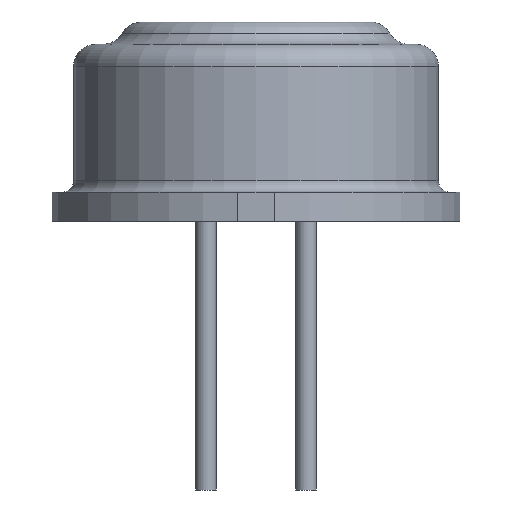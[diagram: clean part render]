
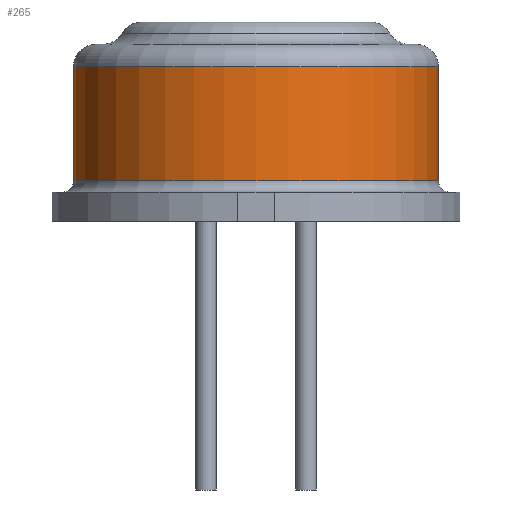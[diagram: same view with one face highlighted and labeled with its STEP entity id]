
A CAD part, front view. The second image highlights one B-rep face of the part: STEP entity #265.
In plain terms, the highlighted cylindrical face has radius 4.075 mm (diameter 8.15 mm), a full revolution.
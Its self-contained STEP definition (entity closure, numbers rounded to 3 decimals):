
#210=FACE_BOUND('',#314,.T.);
#211=FACE_BOUND('',#315,.T.);
#235=CYLINDRICAL_SURFACE('',#491,4.075);
#247=CIRCLE('',#489,4.075);
#248=CIRCLE('',#490,4.075);
#265=ADVANCED_FACE('',(#210,#211),#235,.T.);
#314=EDGE_LOOP('',(#372));
#315=EDGE_LOOP('',(#373));
#372=ORIENTED_EDGE('',*,*,#443,.T.);
#373=ORIENTED_EDGE('',*,*,#444,.T.);
#414=VERTEX_POINT('',#652);
#415=VERTEX_POINT('',#654);
#443=EDGE_CURVE('',#414,#414,#247,.T.);
#444=EDGE_CURVE('',#415,#415,#248,.T.);
#489=AXIS2_PLACEMENT_3D('',#651,#556,#557);
#490=AXIS2_PLACEMENT_3D('',#653,#558,#559);
#491=AXIS2_PLACEMENT_3D('',#655,#560,#561);
#556=DIRECTION('',(0.,0.,1.));
#557=DIRECTION('',(1.,0.,0.));
#558=DIRECTION('',(0.,0.,-1.));
#559=DIRECTION('',(1.,0.,0.));
#560=DIRECTION('',(0.,0.,-1.));
#561=DIRECTION('',(-1.,0.,0.));
#651=CARTESIAN_POINT('',(0.,0.,0.9));
#652=CARTESIAN_POINT('',(4.075,0.,0.9));
#653=CARTESIAN_POINT('',(0.,0.,3.45));
#654=CARTESIAN_POINT('',(4.075,0.,3.45));
#655=CARTESIAN_POINT('',(0.,0.,3.95));
